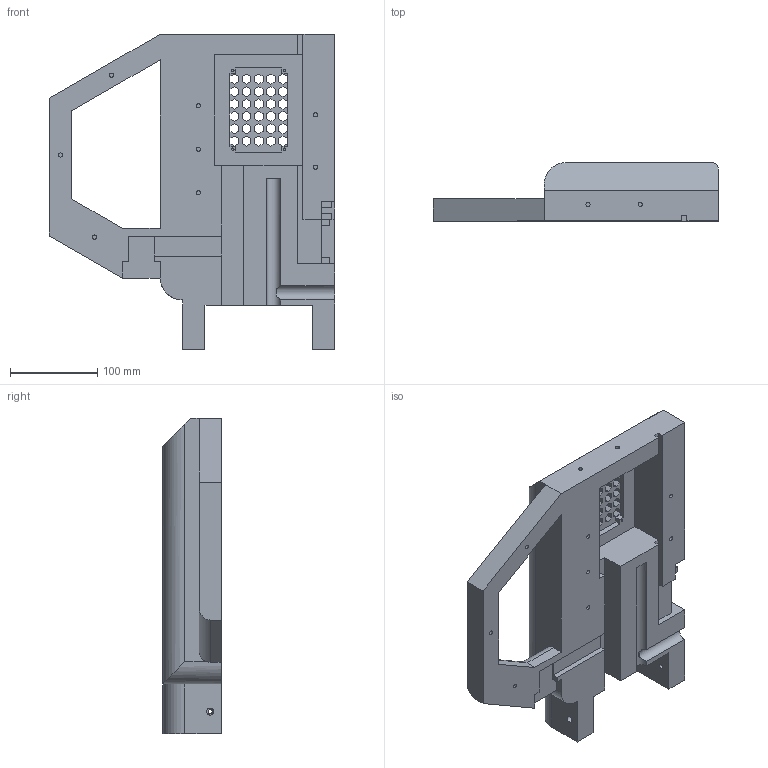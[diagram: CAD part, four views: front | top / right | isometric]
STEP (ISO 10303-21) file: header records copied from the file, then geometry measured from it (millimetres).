
FILE_DESCRIPTION(/* description */ (''),/* implementation_level */ '2;1');
FILE_NAME(/* name */ 'Stock left half_.step',/* time_stamp */ '2024-04-02T23:08:36-05:00',/* author */ (''),/* organization */ (''),/* preprocessor_version */ 'ST-DEVELOPER v20',/* originating_system */ 'Autodesk Translation Framework v12.20.1.177',/* authorisation */ '');
FILE_SCHEMA (('AUTOMOTIVE_DESIGN { 1 0 10303 214 3 1 1 }'));
Length unit declared in the file: inch
Products named in the file (1): Stock left half
Bounding box: 327 x 67.16 x 361.95 mm (x, y, z)
Volume: 3639673.8 mm3; surface area: 293714.3 mm2
Topology: 1 solids, 1 shells, 313 faces, 894 edges, 592 vertices
Faces by surface type: plane 278, cylinder 35
Full cylindrical faces by diameter (mm): 2.591 x3, 2.794 x6, 4.801 x12, 8.001 x2
Entity records: 10227 total; most frequent: CARTESIAN_POINT 1830, ORIENTED_EDGE 1788, DIRECTION 1584, EDGE_CURVE 894, LINE 824, VECTOR 824, VERTEX_POINT 592, EDGE_LOOP 388
